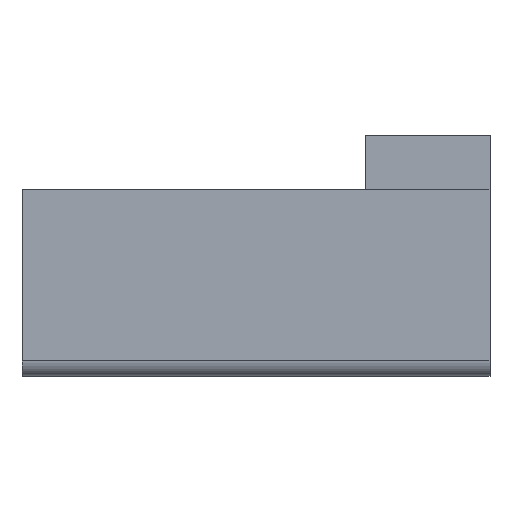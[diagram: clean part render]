
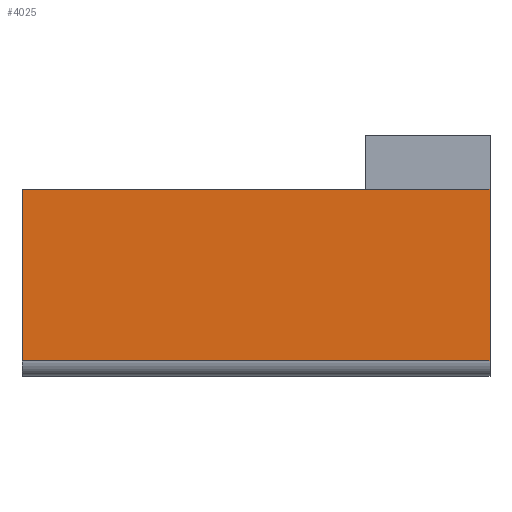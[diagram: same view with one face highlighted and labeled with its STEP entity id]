
A CAD part, left-side view. The second image highlights one B-rep face of the part: STEP entity #4025.
In plain terms, the highlighted planar face has unit normal (-1, 0, 0).
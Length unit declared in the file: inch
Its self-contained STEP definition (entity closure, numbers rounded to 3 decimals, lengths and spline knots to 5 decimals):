
#155 = EDGE_CURVE ( 'NONE', #5614, #5890, #5194, .T. ) ;
#239 = CARTESIAN_POINT ( 'NONE',  ( -2.76563, -1.875, -0.625 ) ) ;
#521 = ORIENTED_EDGE ( 'NONE', *, *, #155, .F. ) ;
#667 = DIRECTION ( 'NONE',  ( 0., -1., 0. ) ) ;
#704 = LINE ( 'NONE', #1629, #3104 ) ;
#808 = ORIENTED_EDGE ( 'NONE', *, *, #1534, .T. ) ;
#912 = DIRECTION ( 'NONE',  ( 0., 0., -1. ) ) ;
#969 = VECTOR ( 'NONE', #1622, 39.37008 ) ;
#1435 = CARTESIAN_POINT ( 'NONE',  ( -2.76563, 1.875, 0.75 ) ) ;
#1473 = DIRECTION ( 'NONE',  ( 0., 0., -1. ) ) ;
#1534 = EDGE_CURVE ( 'NONE', #3653, #5890, #2532, .T. ) ;
#1622 = DIRECTION ( 'NONE',  ( 0., -1., 0. ) ) ;
#1629 = CARTESIAN_POINT ( 'NONE',  ( -2.76563, 1.875, 0.75 ) ) ;
#2199 = PLANE ( 'NONE',  #5734 ) ;
#2258 = DIRECTION ( 'NONE',  ( 1., 0., 0. ) ) ;
#2532 = LINE ( 'NONE', #239, #969 ) ;
#2538 = DIRECTION ( 'NONE',  ( 0., 0., -1. ) ) ;
#2692 = CARTESIAN_POINT ( 'NONE',  ( -2.76563, 1.875, -0.625 ) ) ;
#3045 = FACE_OUTER_BOUND ( 'NONE', #3176, .T. ) ;
#3104 = VECTOR ( 'NONE', #2538, 39.37008 ) ;
#3141 = ORIENTED_EDGE ( 'NONE', *, *, #5552, .F. ) ;
#3176 = EDGE_LOOP ( 'NONE', ( #4441, #808, #521, #3141 ) ) ;
#3218 = EDGE_CURVE ( 'NONE', #4571, #3653, #704, .T. ) ;
#3653 = VERTEX_POINT ( 'NONE', #2692 ) ;
#3912 = LINE ( 'NONE', #4359, #4491 ) ;
#4025 = ADVANCED_FACE ( 'NONE', ( #3045 ), #2199, .F. ) ;
#4158 = CARTESIAN_POINT ( 'NONE',  ( -2.76563, -1.875, 0.75 ) ) ;
#4291 = CARTESIAN_POINT ( 'NONE',  ( -2.76563, -1.875, 0.75 ) ) ;
#4359 = CARTESIAN_POINT ( 'NONE',  ( -2.76563, -1.875, 0.75 ) ) ;
#4441 = ORIENTED_EDGE ( 'NONE', *, *, #3218, .T. ) ;
#4491 = VECTOR ( 'NONE', #667, 39.37008 ) ;
#4571 = VERTEX_POINT ( 'NONE', #1435 ) ;
#5056 = CARTESIAN_POINT ( 'NONE',  ( -2.76563, -1.875, -0.625 ) ) ;
#5099 = VECTOR ( 'NONE', #1473, 39.37008 ) ;
#5194 = LINE ( 'NONE', #4291, #5099 ) ;
#5203 = CARTESIAN_POINT ( 'NONE',  ( -2.76563, -1.875, 0.75 ) ) ;
#5552 = EDGE_CURVE ( 'NONE', #4571, #5614, #3912, .T. ) ;
#5614 = VERTEX_POINT ( 'NONE', #5203 ) ;
#5734 = AXIS2_PLACEMENT_3D ( 'NONE', #4158, #2258, #912 ) ;
#5890 = VERTEX_POINT ( 'NONE', #5056 ) ;
